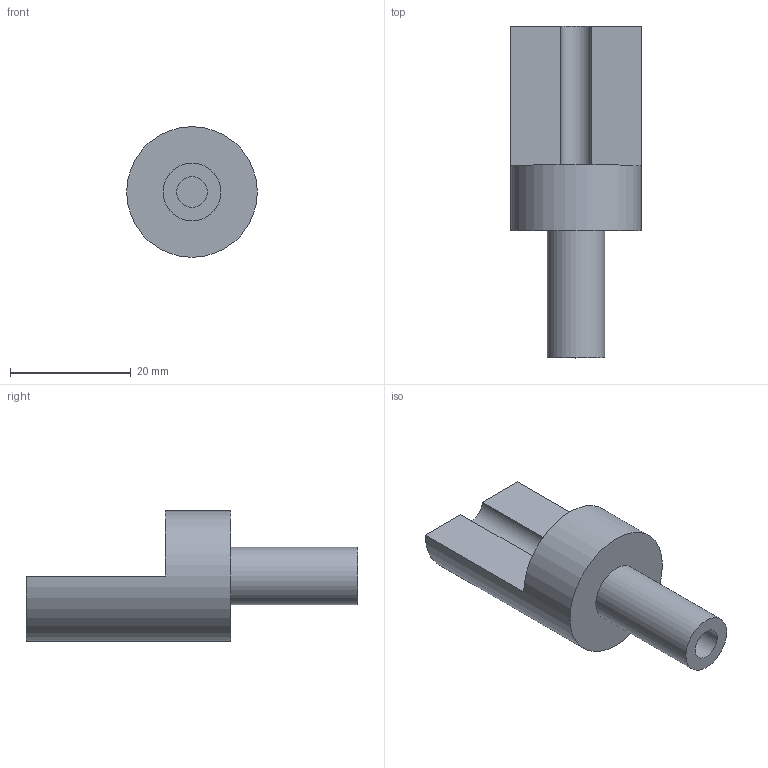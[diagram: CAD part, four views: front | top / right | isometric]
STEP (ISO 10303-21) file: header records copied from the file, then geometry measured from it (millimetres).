
FILE_DESCRIPTION(/* description */ (''),/* implementation_level */ '2;1');
FILE_NAME(/* name */ 'BearingShaft.step',/* time_stamp */ '2019-06-27T13:27:38-07:00',/* author */ (''),/* organization */ (''),/* preprocessor_version */ 'ST-DEVELOPER v18',/* originating_system */ 'Autodesk Translation Framework v8.2.0.1029',/* authorisation */ '');
FILE_SCHEMA (('AUTOMOTIVE_DESIGN { 1 0 10303 214 3 1 1 }'));
Length unit declared in the file: millimetre
Products named in the file (1): BearingShaft
Bounding box: 21.61 x 54.89 x 21.61 mm (x, y, z)
Volume: 9255.9 mm3; surface area: 3602.2 mm2
Topology: 1 solids, 1 shells, 11 faces, 20 edges, 13 vertices
Faces by surface type: plane 7, cylinder 4
Full cylindrical faces by diameter (mm): 5.116 x1, 9.525 x1, 21.606 x1
Entity records: 308 total; most frequent: DIRECTION 53, CARTESIAN_POINT 45, ORIENTED_EDGE 40, AXIS2_PLACEMENT_3D 21, EDGE_CURVE 20, EDGE_LOOP 13, VERTEX_POINT 13, LINE 11
